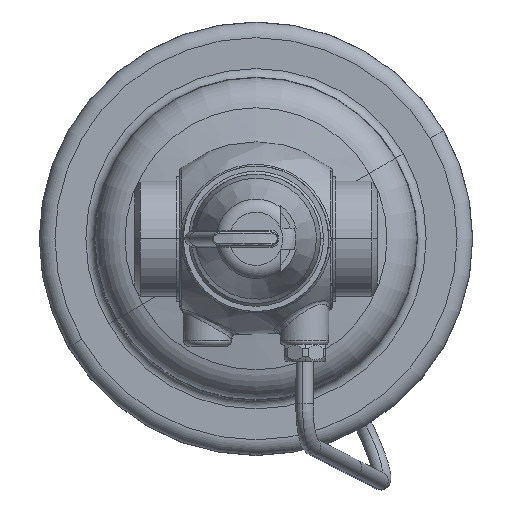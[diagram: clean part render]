
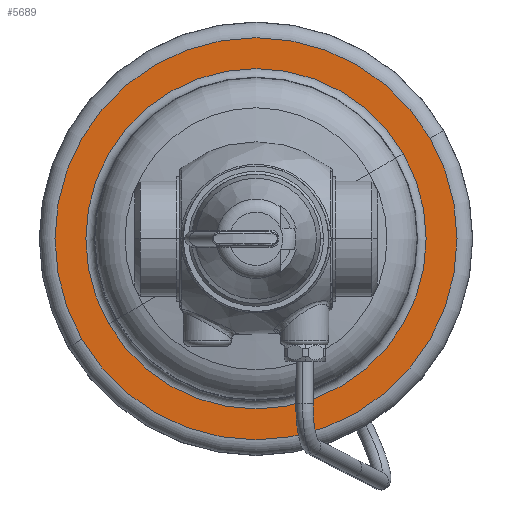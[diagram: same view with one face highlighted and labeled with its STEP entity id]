
A CAD part, front view. The second image highlights one B-rep face of the part: STEP entity #5689.
In plain terms, the highlighted face is planar.
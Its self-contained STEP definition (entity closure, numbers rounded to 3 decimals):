
#1313=CARTESIAN_POINT('',(23.5,0.,0.));
#1314=DIRECTION('',(1.,0.,0.));
#1315=DIRECTION('',(0.,1.,0.));
#1316=AXIS2_PLACEMENT_3D('',#1313,#1314,#1315);
#1318=CARTESIAN_POINT('',(23.5,0.,0.));
#1319=DIRECTION('',(1.,0.,0.));
#1320=DIRECTION('',(0.,-1.,0.));
#1321=AXIS2_PLACEMENT_3D('',#1318,#1319,#1320);
#1323=CARTESIAN_POINT('',(23.5,0.,0.));
#1324=DIRECTION('',(-1.,0.,0.));
#1325=DIRECTION('',(0.,1.,0.));
#1326=AXIS2_PLACEMENT_3D('',#1323,#1324,#1325);
#1328=CARTESIAN_POINT('',(23.5,0.,0.));
#1329=DIRECTION('',(-1.,0.,0.));
#1330=DIRECTION('',(0.,-1.,0.));
#1331=AXIS2_PLACEMENT_3D('',#1328,#1329,#1330);
#4493=CARTESIAN_POINT('',(23.5,58.05,0.));
#4494=VERTEX_POINT('',#4493);
#4495=CARTESIAN_POINT('',(23.5,-58.05,0.));
#4496=VERTEX_POINT('',#4495);
#4497=CARTESIAN_POINT('',(23.5,49.137,0.));
#4498=CARTESIAN_POINT('',(23.5,-49.137,0.));
#4499=VERTEX_POINT('',#4497);
#4500=VERTEX_POINT('',#4498);
#5674=CARTESIAN_POINT('',(23.5,0.,0.));
#5675=DIRECTION('',(1.,0.,0.));
#5676=DIRECTION('',(0.,-1.,0.));
#5677=AXIS2_PLACEMENT_3D('',#5674,#5675,#5676);
#5678=PLANE('',#5677);
#5679=ORIENTED_EDGE('',*,*,#5656,.T.);
#5680=ORIENTED_EDGE('',*,*,#5667,.T.);
#5681=EDGE_LOOP('',(#5679,#5680));
#5682=FACE_OUTER_BOUND('',#5681,.F.);
#5684=ORIENTED_EDGE('',*,*,#5683,.T.);
#5686=ORIENTED_EDGE('',*,*,#5685,.T.);
#5687=EDGE_LOOP('',(#5684,#5686));
#5688=FACE_BOUND('',#5687,.F.);
#5689=ADVANCED_FACE('',(#5682,#5688),#5678,.F.);
#1317=CIRCLE('',#1316,58.05);
#1322=CIRCLE('',#1321,58.05);
#1327=CIRCLE('',#1326,49.137);
#1332=CIRCLE('',#1331,49.137);
#5656=EDGE_CURVE('',#4494,#4496,#1317,.T.);
#5667=EDGE_CURVE('',#4496,#4494,#1322,.T.);
#5683=EDGE_CURVE('',#4499,#4500,#1327,.T.);
#5685=EDGE_CURVE('',#4500,#4499,#1332,.T.);
